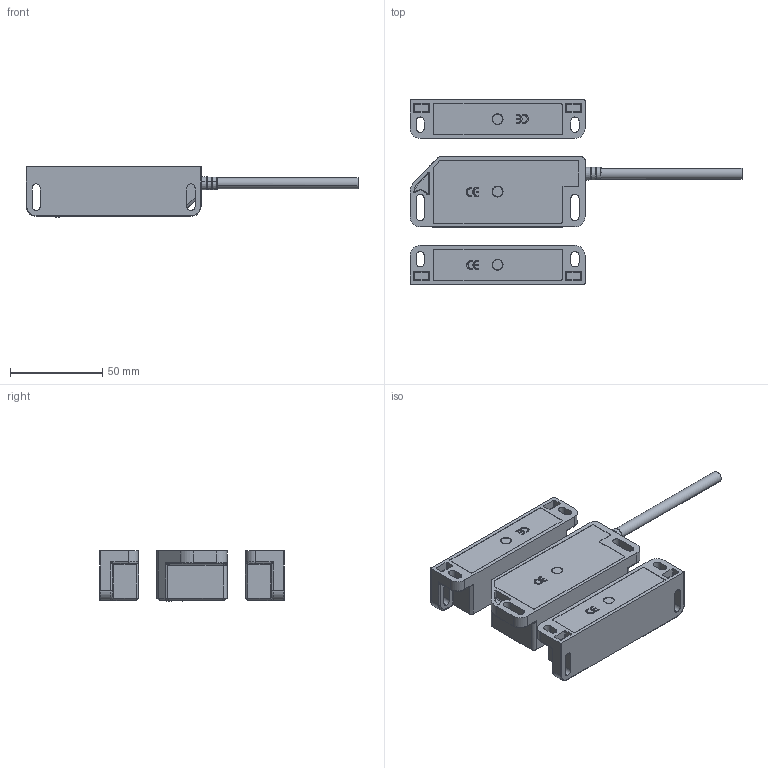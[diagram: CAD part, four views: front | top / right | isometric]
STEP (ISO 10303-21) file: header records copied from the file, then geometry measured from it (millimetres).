
FILE_DESCRIPTION (( 'STEP AP214' ), '1' );
FILE_NAME ('117-PSA-D.STEP', '2020-12-09T13:53:07', ( '' ), ( '' ), 'SwSTEP 2.0', 'SolidWorks 2019', '' );
FILE_SCHEMA (( 'AUTOMOTIVE_DESIGN' ));
Length unit declared in the file: inch
Products named in the file (1): 117-PSA-D
Bounding box: 180.13 x 100 x 27.38 mm (x, y, z)
Volume: 66542.2 mm3; surface area: 61074.1 mm2
Topology: 3 solids, 5 shells, 1348 faces, 3559 edges, 2196 vertices
Faces by surface type: plane 655, cylinder 344, bspline 327, cone 22
Entity records: 52327 total; most frequent: CARTESIAN_POINT 21006, ORIENTED_EDGE 6992, DIRECTION 5722, EDGE_CURVE 3496, LINE 2254, VECTOR 2254, VERTEX_POINT 2196, AXIS2_PLACEMENT_3D 1734
